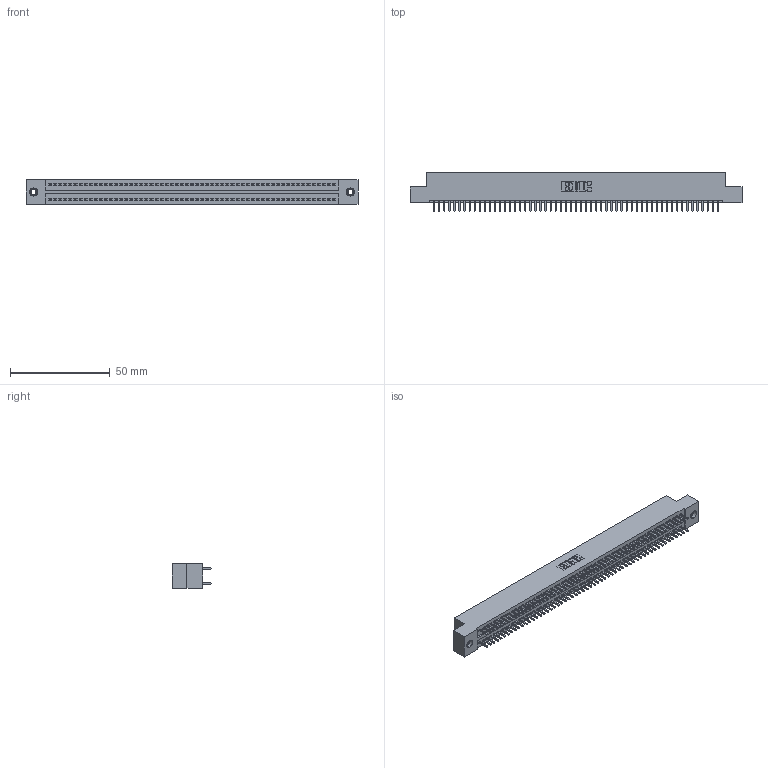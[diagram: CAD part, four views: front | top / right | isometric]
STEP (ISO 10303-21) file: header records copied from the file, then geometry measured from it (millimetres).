
FILE_DESCRIPTION (( 'STEP AP203' ), '1' );
FILE_NAME ('325-114-520-207.STEP', '2020-02-25T08:04:36', ( '' ), ( '' ), 'SwSTEP 2.0', 'SolidWorks 2016', '' );
FILE_SCHEMA (( 'CONFIG_CONTROL_DESIGN' ));
Length unit declared in the file: inch
Products named in the file (4): 325 Part_TI; 325-292-001_325-293-120; 325-114-520-207; 345-250-001_345-250-005-103
Assembly tree (117 placements, depth 2):
  325-114-520-207
    325 Part_TI
    325-292-001_325-293-120  x114
    345-250-001_345-250-005-103  x2
Bounding box: 166.5 x 19.68 x 12.45 mm (x, y, z)
Volume: 21598 mm3; surface area: 26293.1 mm2
Topology: 117 solids, 117 shells, 6102 faces, 18117 edges, 11918 vertices
Faces by surface type: plane 4206, cylinder 1880, cone 12, torus 4
Entity records: 35934 total; most frequent: CARTESIAN_POINT 5921, ORIENTED_EDGE 5850, DIRECTION 5063, EDGE_CURVE 2925, LINE 2777, VECTOR 2777, VERTEX_POINT 1944, AXIS2_PLACEMENT_3D 1143
